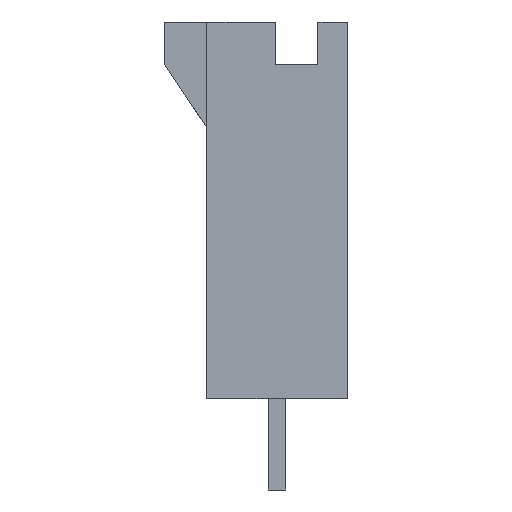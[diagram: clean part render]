
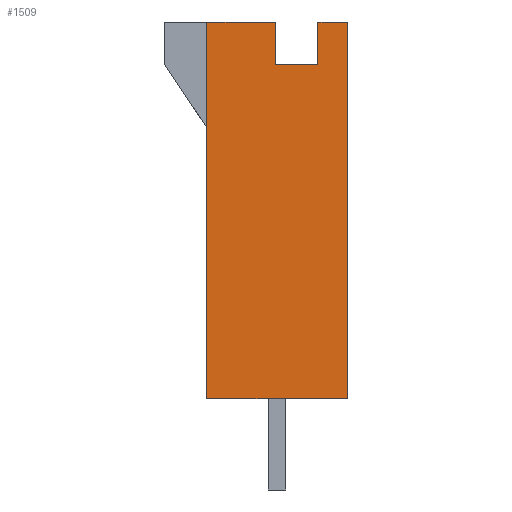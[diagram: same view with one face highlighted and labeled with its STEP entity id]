
A CAD part, left-side view. The second image highlights one B-rep face of the part: STEP entity #1509.
In plain terms, the highlighted planar face has unit normal (-1, 0, 0).
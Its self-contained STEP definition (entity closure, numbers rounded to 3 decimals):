
#72=DIRECTION('',(0.,0.,-1.));
#73=VECTOR('',#72,1.524);
#74=CARTESIAN_POINT('',(-6.35,-1.473,0.));
#75=LINE('',#74,#73);
#76=DIRECTION('',(0.,-1.,0.));
#77=VECTOR('',#76,1.067);
#78=CARTESIAN_POINT('',(-6.35,-1.473,0.));
#79=LINE('',#78,#77);
#80=DIRECTION('',(0.,0.,-1.));
#81=VECTOR('',#80,13.589);
#82=CARTESIAN_POINT('',(-6.35,-2.54,0.));
#83=LINE('',#82,#81);
#84=DIRECTION('',(0.,1.,0.));
#85=VECTOR('',#84,5.08);
#86=CARTESIAN_POINT('',(-6.35,-2.54,-13.589));
#87=LINE('',#86,#85);
#88=DIRECTION('',(0.,0.,1.));
#89=VECTOR('',#88,13.589);
#90=CARTESIAN_POINT('',(-6.35,2.54,-13.589));
#91=LINE('',#90,#89);
#92=DIRECTION('',(0.,-1.,0.));
#93=VECTOR('',#92,2.489);
#94=CARTESIAN_POINT('',(-6.35,2.54,0.));
#95=LINE('',#94,#93);
#96=DIRECTION('',(0.,0.,-1.));
#97=VECTOR('',#96,1.524);
#98=CARTESIAN_POINT('',(-6.35,0.051,0.));
#99=LINE('',#98,#97);
#100=DIRECTION('',(0.,1.,0.));
#101=VECTOR('',#100,1.524);
#102=CARTESIAN_POINT('',(-6.35,-1.473,-1.524));
#103=LINE('',#102,#101);
#1140=CARTESIAN_POINT('',(-6.35,-2.54,0.));
#1141=CARTESIAN_POINT('',(-6.35,-2.54,-13.589));
#1142=VERTEX_POINT('',#1140);
#1143=VERTEX_POINT('',#1141);
#1144=CARTESIAN_POINT('',(-6.35,2.54,-13.589));
#1145=VERTEX_POINT('',#1144);
#1146=CARTESIAN_POINT('',(-6.35,2.54,0.));
#1147=VERTEX_POINT('',#1146);
#1188=CARTESIAN_POINT('',(-6.35,-1.473,0.));
#1189=CARTESIAN_POINT('',(-6.35,-1.473,-1.524));
#1190=VERTEX_POINT('',#1188);
#1191=VERTEX_POINT('',#1189);
#1192=CARTESIAN_POINT('',(-6.35,0.051,-1.524));
#1193=VERTEX_POINT('',#1192);
#1194=CARTESIAN_POINT('',(-6.35,0.051,0.));
#1195=VERTEX_POINT('',#1194);
#1486=CARTESIAN_POINT('',(-6.35,0.,0.));
#1487=DIRECTION('',(1.,0.,0.));
#1488=DIRECTION('',(0.,0.,-1.));
#1489=AXIS2_PLACEMENT_3D('',#1486,#1487,#1488);
#1490=PLANE('',#1489);
#1492=ORIENTED_EDGE('',*,*,#1491,.F.);
#1494=ORIENTED_EDGE('',*,*,#1493,.T.);
#1496=ORIENTED_EDGE('',*,*,#1495,.T.);
#1498=ORIENTED_EDGE('',*,*,#1497,.T.);
#1500=ORIENTED_EDGE('',*,*,#1499,.T.);
#1502=ORIENTED_EDGE('',*,*,#1501,.T.);
#1504=ORIENTED_EDGE('',*,*,#1503,.T.);
#1506=ORIENTED_EDGE('',*,*,#1505,.F.);
#1507=EDGE_LOOP('',(#1492,#1494,#1496,#1498,#1500,#1502,#1504,#1506));
#1508=FACE_OUTER_BOUND('',#1507,.F.);
#1509=ADVANCED_FACE('',(#1508),#1490,.F.);
#1491=EDGE_CURVE('',#1190,#1191,#75,.T.);
#1493=EDGE_CURVE('',#1190,#1142,#79,.T.);
#1495=EDGE_CURVE('',#1142,#1143,#83,.T.);
#1497=EDGE_CURVE('',#1143,#1145,#87,.T.);
#1499=EDGE_CURVE('',#1145,#1147,#91,.T.);
#1501=EDGE_CURVE('',#1147,#1195,#95,.T.);
#1503=EDGE_CURVE('',#1195,#1193,#99,.T.);
#1505=EDGE_CURVE('',#1191,#1193,#103,.T.);
